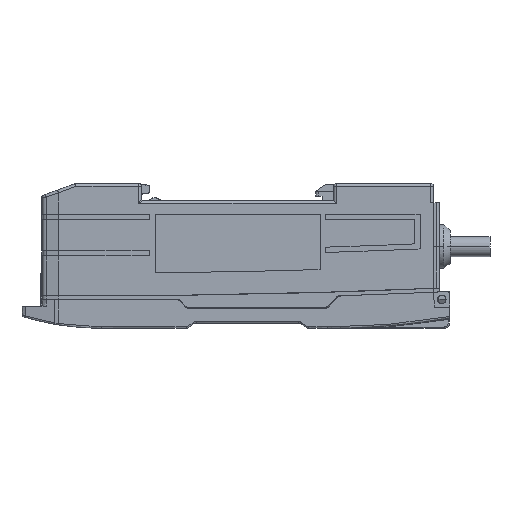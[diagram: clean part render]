
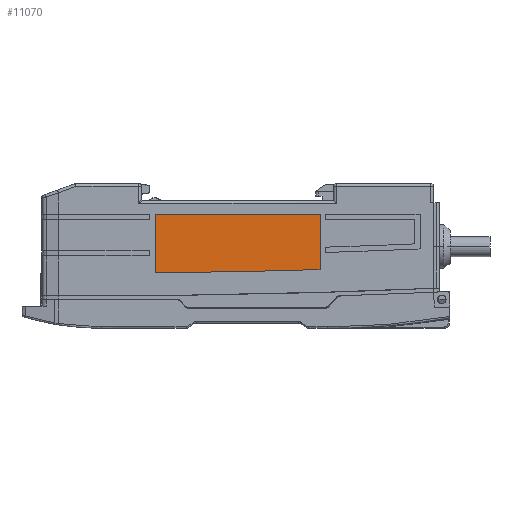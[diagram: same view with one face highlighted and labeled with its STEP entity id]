
A CAD part, top view. The second image highlights one B-rep face of the part: STEP entity #11070.
In plain terms, the highlighted planar face has unit normal (0, 0, 1).
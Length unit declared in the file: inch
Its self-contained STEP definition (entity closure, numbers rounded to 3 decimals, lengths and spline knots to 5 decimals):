
#654 = VERTEX_POINT ( 'NONE', #14725 ) ;
#728 = EDGE_CURVE ( 'NONE', #15241, #17534, #10404, .T. ) ;
#938 = FACE_OUTER_BOUND ( 'NONE', #12193, .T. ) ;
#1205 = CARTESIAN_POINT ( 'NONE',  ( -1.18999, 56.83838, 0.19185 ) ) ;
#1212 = ORIENTED_EDGE ( 'NONE', *, *, #10393, .F. ) ;
#2456 = CARTESIAN_POINT ( 'NONE',  ( 0.50222, 0.24486, 0.19185 ) ) ;
#2571 = PLANE ( 'NONE',  #14278 ) ;
#2583 = CARTESIAN_POINT ( 'NONE',  ( 0.50222, 0.24486, 0.19185 ) ) ;
#2866 = CARTESIAN_POINT ( 'NONE',  ( 0.50222, 0.24486, 0.19185 ) ) ;
#3808 = CARTESIAN_POINT ( 'NONE',  ( -1.18999, 56.83838, 0.19185 ) ) ;
#4610 = EDGE_CURVE ( 'NONE', #19169, #15241, #17800, .T. ) ;
#5518 = DIRECTION ( 'NONE',  ( 1., 0., 0. ) ) ;
#5550 = LINE ( 'NONE', #2583, #6292 ) ;
#5776 = CIRCLE ( 'NONE', #13623, 57.03753 ) ;
#6292 = VECTOR ( 'NONE', #16694, 39.37008 ) ;
#6937 = DIRECTION ( 'NONE',  ( 0., 1., 0. ) ) ;
#10301 = DIRECTION ( 'NONE',  ( 0., 0., -1. ) ) ;
#10393 = EDGE_CURVE ( 'NONE', #654, #19169, #5776, .T. ) ;
#10404 = LINE ( 'NONE', #2456, #10856 ) ;
#10856 = VECTOR ( 'NONE', #5518, 39.37008 ) ;
#11070 = ADVANCED_FACE ( 'NONE', ( #938 ), #2571, .T. ) ;
#11452 = CARTESIAN_POINT ( 'NONE',  ( -0.74778, 0.24486, 0.19185 ) ) ;
#12193 = EDGE_LOOP ( 'NONE', ( #17042, #17402, #12773, #1212 ) ) ;
#12595 = CARTESIAN_POINT ( 'NONE',  ( -0.74778, -0.19744, 0.19185 ) ) ;
#12773 = ORIENTED_EDGE ( 'NONE', *, *, #4610, .F. ) ;
#12880 = EDGE_CURVE ( 'NONE', #17534, #654, #5550, .T. ) ;
#13413 = DIRECTION ( 'NONE',  ( 0., 0., 1. ) ) ;
#13623 = AXIS2_PLACEMENT_3D ( 'NONE', #1205, #10301, #19918 ) ;
#14278 = AXIS2_PLACEMENT_3D ( 'NONE', #3808, #13413, #19645 ) ;
#14725 = CARTESIAN_POINT ( 'NONE',  ( 0.50222, -0.17404, 0.19185 ) ) ;
#15241 = VERTEX_POINT ( 'NONE', #18689 ) ;
#16694 = DIRECTION ( 'NONE',  ( 0., -1., 0. ) ) ;
#17042 = ORIENTED_EDGE ( 'NONE', *, *, #12880, .F. ) ;
#17402 = ORIENTED_EDGE ( 'NONE', *, *, #728, .F. ) ;
#17534 = VERTEX_POINT ( 'NONE', #2866 ) ;
#17800 = LINE ( 'NONE', #11452, #20034 ) ;
#18689 = CARTESIAN_POINT ( 'NONE',  ( -0.74778, 0.24486, 0.19185 ) ) ;
#19169 = VERTEX_POINT ( 'NONE', #12595 ) ;
#19645 = DIRECTION ( 'NONE',  ( -1., 0., 0. ) ) ;
#19918 = DIRECTION ( 'NONE',  ( -1., 0., 0. ) ) ;
#20034 = VECTOR ( 'NONE', #6937, 39.37008 ) ;
